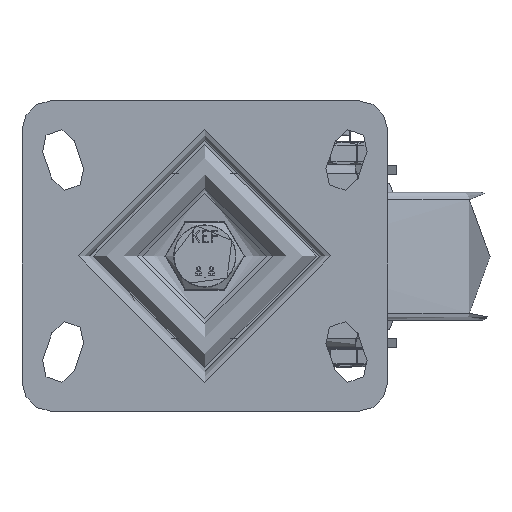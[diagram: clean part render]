
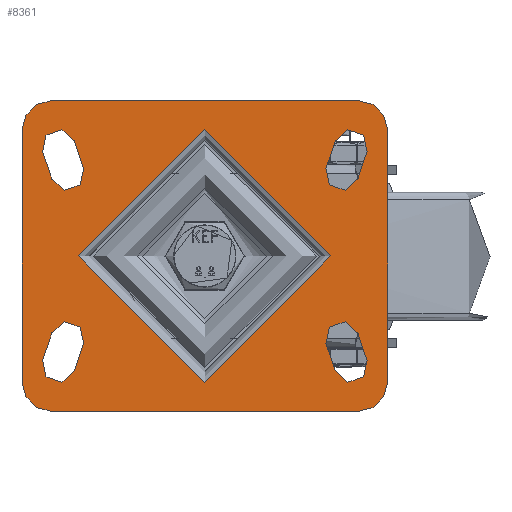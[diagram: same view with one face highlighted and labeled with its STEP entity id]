
A CAD part, top view. The second image highlights one B-rep face of the part: STEP entity #8361.
In plain terms, the highlighted planar face has unit normal (0, 0, 1).
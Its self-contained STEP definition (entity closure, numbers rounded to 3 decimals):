
#470=FACE_BOUND('',#1681,.T.);
#471=FACE_BOUND('',#1682,.T.);
#472=FACE_BOUND('',#1683,.T.);
#473=FACE_BOUND('',#1684,.T.);
#474=FACE_BOUND('',#1685,.T.);
#535=PLANE('',#9080);
#1162=FACE_OUTER_BOUND('',#1680,.T.);
#1680=EDGE_LOOP('',(#5810,#5811,#5812,#5813,#5814,#5815,#5816,#5817));
#1681=EDGE_LOOP('',(#5818,#5819,#5820,#5821));
#1682=EDGE_LOOP('',(#5822,#5823,#5824,#5825));
#1683=EDGE_LOOP('',(#5826,#5827,#5828,#5829));
#1684=EDGE_LOOP('',(#5830,#5831,#5832,#5833));
#1685=EDGE_LOOP('',(#5834));
#2238=LINE('',#15132,#2756);
#2239=LINE('',#15136,#2757);
#2240=LINE('',#15140,#2758);
#2241=LINE('',#15143,#2759);
#2242=LINE('',#15144,#2760);
#2243=LINE('',#15145,#2761);
#2244=LINE('',#15146,#2762);
#2245=LINE('',#15147,#2763);
#2246=LINE('',#15148,#2764);
#2247=LINE('',#15149,#2765);
#2248=LINE('',#15150,#2766);
#2249=LINE('',#15151,#2767);
#2756=VECTOR('',#10086,1000.);
#2757=VECTOR('',#10089,1000.);
#2758=VECTOR('',#10092,1000.);
#2759=VECTOR('',#10095,1000.);
#2760=VECTOR('',#10096,1000.);
#2761=VECTOR('',#10097,1000.);
#2762=VECTOR('',#10098,1000.);
#2763=VECTOR('',#10099,1000.);
#2764=VECTOR('',#10100,1000.);
#2765=VECTOR('',#10101,1000.);
#2766=VECTOR('',#10102,1000.);
#2767=VECTOR('',#10103,1000.);
#3246=CIRCLE('',#8983,4.6);
#3249=CIRCLE('',#8987,4.6);
#3250=CIRCLE('',#8989,4.6);
#3253=CIRCLE('',#8993,4.6);
#3254=CIRCLE('',#8995,4.6);
#3257=CIRCLE('',#8999,4.6);
#3258=CIRCLE('',#9001,4.6);
#3261=CIRCLE('',#9005,4.6);
#3268=CIRCLE('',#9015,34.5);
#3307=CIRCLE('',#9081,8.);
#3308=CIRCLE('',#9082,8.);
#3309=CIRCLE('',#9083,8.);
#3310=CIRCLE('',#9084,8.);
#3600=VERTEX_POINT('',#12117);
#3601=VERTEX_POINT('',#12118);
#3606=VERTEX_POINT('',#12129);
#3607=VERTEX_POINT('',#12131);
#3608=VERTEX_POINT('',#12135);
#3609=VERTEX_POINT('',#12136);
#3614=VERTEX_POINT('',#12147);
#3615=VERTEX_POINT('',#12149);
#3616=VERTEX_POINT('',#12153);
#3617=VERTEX_POINT('',#12154);
#3622=VERTEX_POINT('',#12165);
#3623=VERTEX_POINT('',#12167);
#3624=VERTEX_POINT('',#12171);
#3625=VERTEX_POINT('',#12172);
#3630=VERTEX_POINT('',#12183);
#3631=VERTEX_POINT('',#12185);
#3636=VERTEX_POINT('',#12229);
#3670=VERTEX_POINT('',#15128);
#3671=VERTEX_POINT('',#15129);
#3672=VERTEX_POINT('',#15131);
#3673=VERTEX_POINT('',#15133);
#3674=VERTEX_POINT('',#15135);
#3675=VERTEX_POINT('',#15137);
#3676=VERTEX_POINT('',#15139);
#3677=VERTEX_POINT('',#15141);
#4405=EDGE_CURVE('',#3600,#3601,#3246,.T.);
#4411=EDGE_CURVE('',#3607,#3606,#3249,.T.);
#4413=EDGE_CURVE('',#3608,#3609,#3250,.T.);
#4419=EDGE_CURVE('',#3615,#3614,#3253,.T.);
#4421=EDGE_CURVE('',#3616,#3617,#3254,.T.);
#4427=EDGE_CURVE('',#3623,#3622,#3257,.T.);
#4429=EDGE_CURVE('',#3624,#3625,#3258,.T.);
#4435=EDGE_CURVE('',#3631,#3630,#3261,.T.);
#4444=EDGE_CURVE('',#3636,#3636,#3268,.T.);
#4499=EDGE_CURVE('',#3670,#3671,#3307,.T.);
#4500=EDGE_CURVE('',#3672,#3671,#2238,.T.);
#4501=EDGE_CURVE('',#3672,#3673,#3308,.T.);
#4502=EDGE_CURVE('',#3674,#3673,#2239,.T.);
#4503=EDGE_CURVE('',#3675,#3674,#3309,.T.);
#4504=EDGE_CURVE('',#3676,#3675,#2240,.T.);
#4505=EDGE_CURVE('',#3677,#3676,#3310,.T.);
#4506=EDGE_CURVE('',#3670,#3677,#2241,.T.);
#4507=EDGE_CURVE('',#3625,#3631,#2242,.T.);
#4508=EDGE_CURVE('',#3630,#3624,#2243,.T.);
#4509=EDGE_CURVE('',#3617,#3623,#2244,.T.);
#4510=EDGE_CURVE('',#3622,#3616,#2245,.T.);
#4511=EDGE_CURVE('',#3609,#3615,#2246,.T.);
#4512=EDGE_CURVE('',#3614,#3608,#2247,.T.);
#4513=EDGE_CURVE('',#3601,#3607,#2248,.T.);
#4514=EDGE_CURVE('',#3606,#3600,#2249,.T.);
#5810=ORIENTED_EDGE('',*,*,#4499,.T.);
#5811=ORIENTED_EDGE('',*,*,#4500,.F.);
#5812=ORIENTED_EDGE('',*,*,#4501,.T.);
#5813=ORIENTED_EDGE('',*,*,#4502,.F.);
#5814=ORIENTED_EDGE('',*,*,#4503,.F.);
#5815=ORIENTED_EDGE('',*,*,#4504,.F.);
#5816=ORIENTED_EDGE('',*,*,#4505,.F.);
#5817=ORIENTED_EDGE('',*,*,#4506,.F.);
#5818=ORIENTED_EDGE('',*,*,#4507,.T.);
#5819=ORIENTED_EDGE('',*,*,#4435,.T.);
#5820=ORIENTED_EDGE('',*,*,#4508,.T.);
#5821=ORIENTED_EDGE('',*,*,#4429,.T.);
#5822=ORIENTED_EDGE('',*,*,#4509,.T.);
#5823=ORIENTED_EDGE('',*,*,#4427,.T.);
#5824=ORIENTED_EDGE('',*,*,#4510,.T.);
#5825=ORIENTED_EDGE('',*,*,#4421,.T.);
#5826=ORIENTED_EDGE('',*,*,#4511,.T.);
#5827=ORIENTED_EDGE('',*,*,#4419,.T.);
#5828=ORIENTED_EDGE('',*,*,#4512,.T.);
#5829=ORIENTED_EDGE('',*,*,#4413,.T.);
#5830=ORIENTED_EDGE('',*,*,#4513,.T.);
#5831=ORIENTED_EDGE('',*,*,#4411,.T.);
#5832=ORIENTED_EDGE('',*,*,#4514,.T.);
#5833=ORIENTED_EDGE('',*,*,#4405,.T.);
#5834=ORIENTED_EDGE('',*,*,#4444,.F.);
#8361=ADVANCED_FACE('',(#1162,#470,#471,#472,#473,#474),#535,.T.);
#8983=AXIS2_PLACEMENT_3D('',#12119,#9860,#9861);
#8987=AXIS2_PLACEMENT_3D('',#12132,#9871,#9872);
#8989=AXIS2_PLACEMENT_3D('',#12137,#9876,#9877);
#8993=AXIS2_PLACEMENT_3D('',#12150,#9887,#9888);
#8995=AXIS2_PLACEMENT_3D('',#12155,#9892,#9893);
#8999=AXIS2_PLACEMENT_3D('',#12168,#9903,#9904);
#9001=AXIS2_PLACEMENT_3D('',#12173,#9908,#9909);
#9005=AXIS2_PLACEMENT_3D('',#12186,#9919,#9920);
#9015=AXIS2_PLACEMENT_3D('',#12230,#9941,#9942);
#9080=AXIS2_PLACEMENT_3D('',#15127,#10082,#10083);
#9081=AXIS2_PLACEMENT_3D('',#15130,#10084,#10085);
#9082=AXIS2_PLACEMENT_3D('',#15134,#10087,#10088);
#9083=AXIS2_PLACEMENT_3D('',#15138,#10090,#10091);
#9084=AXIS2_PLACEMENT_3D('',#15142,#10093,#10094);
#9860=DIRECTION('center_axis',(0.,0.,-1.));
#9861=DIRECTION('ref_axis',(-1.,0.,0.));
#9871=DIRECTION('center_axis',(0.,0.,-1.));
#9872=DIRECTION('ref_axis',(-1.,0.,0.));
#9876=DIRECTION('center_axis',(0.,0.,-1.));
#9877=DIRECTION('ref_axis',(-1.,0.,0.));
#9887=DIRECTION('center_axis',(0.,0.,-1.));
#9888=DIRECTION('ref_axis',(-1.,0.,0.));
#9892=DIRECTION('center_axis',(0.,0.,-1.));
#9893=DIRECTION('ref_axis',(1.,0.,0.));
#9903=DIRECTION('center_axis',(0.,0.,-1.));
#9904=DIRECTION('ref_axis',(1.,0.,0.));
#9908=DIRECTION('center_axis',(0.,0.,-1.));
#9909=DIRECTION('ref_axis',(1.,0.,0.));
#9919=DIRECTION('center_axis',(0.,0.,-1.));
#9920=DIRECTION('ref_axis',(1.,0.,0.));
#9941=DIRECTION('center_axis',(0.,0.,1.));
#9942=DIRECTION('ref_axis',(1.,0.,0.));
#10082=DIRECTION('center_axis',(0.,0.,1.));
#10083=DIRECTION('ref_axis',(1.,0.,0.));
#10084=DIRECTION('center_axis',(0.,0.,1.));
#10085=DIRECTION('ref_axis',(-1.,0.,0.));
#10086=DIRECTION('',(-1.,0.,0.));
#10087=DIRECTION('center_axis',(0.,0.,1.));
#10088=DIRECTION('ref_axis',(0.,-1.,0.));
#10089=DIRECTION('',(0.,-1.,0.));
#10090=DIRECTION('center_axis',(0.,0.,-1.));
#10091=DIRECTION('ref_axis',(0.,1.,0.));
#10092=DIRECTION('',(1.,0.,0.));
#10093=DIRECTION('center_axis',(0.,0.,-1.));
#10094=DIRECTION('ref_axis',(-1.,0.,0.));
#10095=DIRECTION('',(0.,1.,0.));
#10096=DIRECTION('',(-0.316,0.949,0.));
#10097=DIRECTION('',(0.316,-0.949,0.));
#10098=DIRECTION('',(-0.316,-0.949,0.));
#10099=DIRECTION('',(0.316,0.949,0.));
#10100=DIRECTION('',(0.316,0.949,0.));
#10101=DIRECTION('',(-0.316,-0.949,0.));
#10102=DIRECTION('',(0.316,-0.949,0.));
#10103=DIRECTION('',(-0.316,0.949,0.));
#12117=CARTESIAN_POINT('',(33.136,-23.955,0.));
#12118=CARTESIAN_POINT('',(41.864,-21.045,0.));
#12119=CARTESIAN_POINT('Origin',(37.5,-22.5,0.));
#12129=CARTESIAN_POINT('',(35.636,-31.455,0.));
#12131=CARTESIAN_POINT('',(44.364,-28.545,0.));
#12132=CARTESIAN_POINT('Origin',(40.,-30.,0.));
#12135=CARTESIAN_POINT('',(41.864,21.045,0.));
#12136=CARTESIAN_POINT('',(33.136,23.955,0.));
#12137=CARTESIAN_POINT('Origin',(37.5,22.5,0.));
#12147=CARTESIAN_POINT('',(44.364,28.545,0.));
#12149=CARTESIAN_POINT('',(35.636,31.455,0.));
#12150=CARTESIAN_POINT('Origin',(40.,30.,0.));
#12153=CARTESIAN_POINT('',(-41.864,-21.045,0.));
#12154=CARTESIAN_POINT('',(-33.136,-23.955,0.));
#12155=CARTESIAN_POINT('Origin',(-37.5,-22.5,0.));
#12165=CARTESIAN_POINT('',(-44.364,-28.545,0.));
#12167=CARTESIAN_POINT('',(-35.636,-31.455,0.));
#12168=CARTESIAN_POINT('Origin',(-40.,-30.,0.));
#12171=CARTESIAN_POINT('',(-33.136,23.955,0.));
#12172=CARTESIAN_POINT('',(-41.864,21.045,0.));
#12173=CARTESIAN_POINT('Origin',(-37.5,22.5,0.));
#12183=CARTESIAN_POINT('',(-35.636,31.455,0.));
#12185=CARTESIAN_POINT('',(-44.364,28.545,0.));
#12186=CARTESIAN_POINT('Origin',(-40.,30.,0.));
#12229=CARTESIAN_POINT('',(34.5,0.,0.));
#12230=CARTESIAN_POINT('Origin',(0.,0.,0.));
#15127=CARTESIAN_POINT('Origin',(0.,0.,0.));
#15128=CARTESIAN_POINT('',(-50.,-34.5,0.));
#15129=CARTESIAN_POINT('',(-42.,-42.5,0.));
#15130=CARTESIAN_POINT('Origin',(-42.,-34.5,0.));
#15131=CARTESIAN_POINT('',(42.,-42.5,0.));
#15132=CARTESIAN_POINT('',(42.,-42.5,0.));
#15133=CARTESIAN_POINT('',(50.,-34.5,0.));
#15134=CARTESIAN_POINT('Origin',(42.,-34.5,0.));
#15135=CARTESIAN_POINT('',(50.,34.5,0.));
#15136=CARTESIAN_POINT('',(50.,34.5,0.));
#15137=CARTESIAN_POINT('',(42.,42.5,0.));
#15138=CARTESIAN_POINT('Origin',(42.,34.5,0.));
#15139=CARTESIAN_POINT('',(-42.,42.5,0.));
#15140=CARTESIAN_POINT('',(-42.,42.5,0.));
#15141=CARTESIAN_POINT('',(-50.,34.5,0.));
#15142=CARTESIAN_POINT('Origin',(-42.,34.5,0.));
#15143=CARTESIAN_POINT('',(-50.,-34.5,0.));
#15144=CARTESIAN_POINT('',(-44.364,28.545,0.));
#15145=CARTESIAN_POINT('',(-35.636,31.455,0.));
#15146=CARTESIAN_POINT('',(-35.636,-31.455,0.));
#15147=CARTESIAN_POINT('',(-44.364,-28.545,0.));
#15148=CARTESIAN_POINT('',(35.636,31.455,0.));
#15149=CARTESIAN_POINT('',(44.364,28.545,0.));
#15150=CARTESIAN_POINT('',(44.364,-28.545,0.));
#15151=CARTESIAN_POINT('',(35.636,-31.455,0.));
